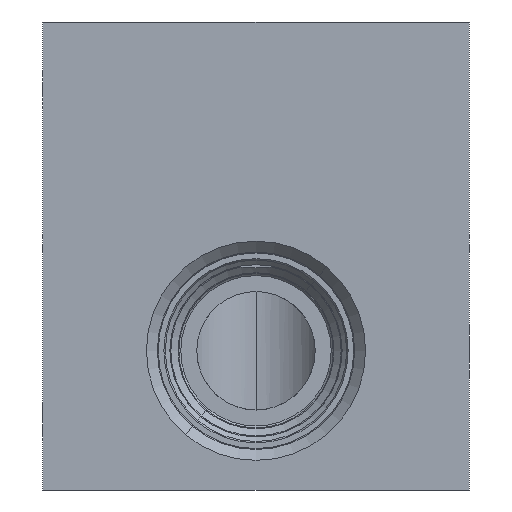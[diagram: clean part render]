
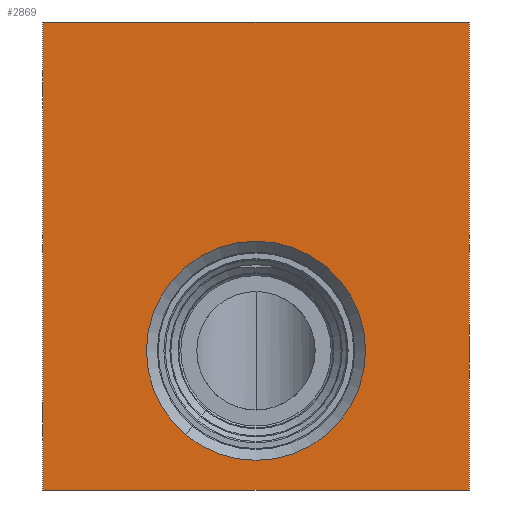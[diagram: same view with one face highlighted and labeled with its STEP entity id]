
A CAD part, front view. The second image highlights one B-rep face of the part: STEP entity #2869.
In plain terms, the highlighted planar face has unit normal (0, -1, 0).
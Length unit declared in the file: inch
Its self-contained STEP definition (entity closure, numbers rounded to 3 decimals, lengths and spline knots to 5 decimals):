
#5=DIRECTION('',(1.,0.,0.));
#6=VECTOR('',#5,4.5);
#7=CARTESIAN_POINT('',(0.,-7.875,0.));
#8=LINE('',#7,#6);
#155=DIRECTION('',(0.,0.,1.));
#156=VECTOR('',#155,4.938);
#157=CARTESIAN_POINT('',(4.5,-7.875,0.));
#158=LINE('',#157,#156);
#169=DIRECTION('',(0.,0.,1.));
#170=VECTOR('',#169,4.938);
#171=CARTESIAN_POINT('',(0.,-7.875,0.));
#172=LINE('',#171,#170);
#173=CARTESIAN_POINT('',(2.25,-7.875,1.469));
#174=DIRECTION('',(0.,1.,0.));
#175=DIRECTION('',(-0.643,0.,-0.766));
#176=AXIS2_PLACEMENT_3D('',#173,#174,#175);
#178=CARTESIAN_POINT('',(2.25,-7.875,1.469));
#179=DIRECTION('',(0.,1.,0.));
#180=DIRECTION('',(0.643,0.,0.766));
#181=AXIS2_PLACEMENT_3D('',#178,#179,#180);
#195=DIRECTION('',(1.,0.,0.));
#196=VECTOR('',#195,4.5);
#197=CARTESIAN_POINT('',(0.,-7.875,4.938));
#198=LINE('',#197,#196);
#2278=CARTESIAN_POINT('',(0.,-7.875,0.));
#2280=VERTEX_POINT('',#2278);
#2281=CARTESIAN_POINT('',(4.5,-7.875,0.));
#2282=VERTEX_POINT('',#2281);
#2286=CARTESIAN_POINT('',(0.,-7.875,4.938));
#2288=VERTEX_POINT('',#2286);
#2289=CARTESIAN_POINT('',(4.5,-7.875,4.938));
#2290=VERTEX_POINT('',#2289);
#2459=CARTESIAN_POINT('',(1.50694,-7.875,0.58345));
#2460=VERTEX_POINT('',#2459);
#2469=CARTESIAN_POINT('',(2.99306,-7.875,2.35455));
#2470=VERTEX_POINT('',#2469);
#2851=CARTESIAN_POINT('',(0.,-7.875,0.));
#2852=DIRECTION('',(0.,-1.,0.));
#2853=DIRECTION('',(1.,0.,0.));
#2854=AXIS2_PLACEMENT_3D('',#2851,#2852,#2853);
#2855=PLANE('',#2854);
#2856=ORIENTED_EDGE('',*,*,#2715,.F.);
#2857=ORIENTED_EDGE('',*,*,#2794,.T.);
#2859=ORIENTED_EDGE('',*,*,#2858,.T.);
#2860=ORIENTED_EDGE('',*,*,#2837,.F.);
#2861=EDGE_LOOP('',(#2856,#2857,#2859,#2860));
#2862=FACE_OUTER_BOUND('',#2861,.F.);
#2864=ORIENTED_EDGE('',*,*,#2863,.F.);
#2866=ORIENTED_EDGE('',*,*,#2865,.F.);
#2867=EDGE_LOOP('',(#2864,#2866));
#2868=FACE_BOUND('',#2867,.F.);
#2869=ADVANCED_FACE('',(#2862,#2868),#2855,.T.);
#177=CIRCLE('',#176,1.156);
#182=CIRCLE('',#181,1.156);
#2715=EDGE_CURVE('',#2280,#2282,#8,.T.);
#2794=EDGE_CURVE('',#2280,#2288,#172,.T.);
#2837=EDGE_CURVE('',#2282,#2290,#158,.T.);
#2858=EDGE_CURVE('',#2288,#2290,#198,.T.);
#2863=EDGE_CURVE('',#2460,#2470,#177,.T.);
#2865=EDGE_CURVE('',#2470,#2460,#182,.T.);
